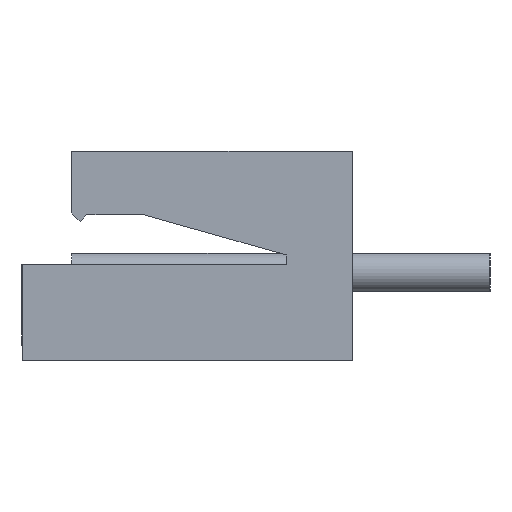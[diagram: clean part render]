
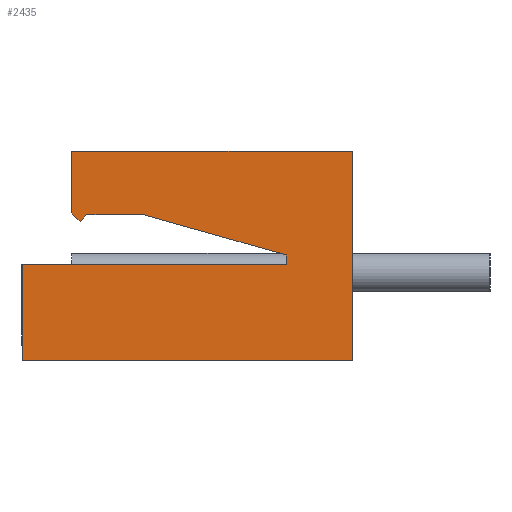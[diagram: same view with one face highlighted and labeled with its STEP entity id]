
A CAD part, left-side view. The second image highlights one B-rep face of the part: STEP entity #2435.
In plain terms, the highlighted planar face has unit normal (-1, 0, 0).
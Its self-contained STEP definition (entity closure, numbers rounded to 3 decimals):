
#1113 = CARTESIAN_POINT ( 'NONE',  ( 0., 5.1, 2.681 ) ) ;
#1219 = DIRECTION ( 'NONE',  ( 0., 0., -1. ) ) ;
#1220 = VECTOR ( 'NONE', #1219, 1000. ) ;
#1221 = CARTESIAN_POINT ( 'NONE',  ( 0., 5.1, 3.8 ) ) ;
#1222 = LINE ( 'NONE', #1221, #1220 ) ;
#1231 = CARTESIAN_POINT ( 'NONE',  ( 0., 4.821, 2.651 ) ) ;
#1232 = DIRECTION ( 'NONE',  ( 0., 1., 0. ) ) ;
#1233 = VECTOR ( 'NONE', #1232, 1000. ) ;
#1234 = CARTESIAN_POINT ( 'NONE',  ( 0., 0., 2.651 ) ) ;
#1235 = LINE ( 'NONE', #1234, #1233 ) ;
#1236 = CARTESIAN_POINT ( 'NONE',  ( 0., 5.1, 3.8 ) ) ;
#1257 = DIRECTION ( 'NONE',  ( 0., 0., 1. ) ) ;
#1258 = VECTOR ( 'NONE', #1257, 1000. ) ;
#1259 = CARTESIAN_POINT ( 'NONE',  ( 0., 1.2, 3.8 ) ) ;
#1260 = LINE ( 'NONE', #1259, #1258 ) ;
#1262 = DIRECTION ( 'NONE',  ( 0., -1., 0. ) ) ;
#1263 = VECTOR ( 'NONE', #1262, 1000. ) ;
#1264 = CARTESIAN_POINT ( 'NONE',  ( 0., 0., 3.8 ) ) ;
#1265 = LINE ( 'NONE', #1264, #1263 ) ;
#1266 = CARTESIAN_POINT ( 'NONE',  ( 0., 0., 3.8 ) ) ;
#1267 = DIRECTION ( 'NONE',  ( 0., 0., -1. ) ) ;
#1268 = VECTOR ( 'NONE', #1267, 1000. ) ;
#1269 = CARTESIAN_POINT ( 'NONE',  ( 0., 0., 3.8 ) ) ;
#1270 = LINE ( 'NONE', #1269, #1268 ) ;
#1359 = DIRECTION ( 'NONE',  ( 0., 1., 0. ) ) ;
#1360 = VECTOR ( 'NONE', #1359, 1000. ) ;
#1361 = CARTESIAN_POINT ( 'NONE',  ( 0., 6., 1.75 ) ) ;
#1362 = LINE ( 'NONE', #1361, #1360 ) ;
#1370 = CARTESIAN_POINT ( 'NONE',  ( 0., 3.795, 2.651 ) ) ;
#1423 = CARTESIAN_POINT ( 'NONE',  ( 0., 1.2, 1.75 ) ) ;
#1440 = CARTESIAN_POINT ( 'NONE',  ( 0., 6., 1.75 ) ) ;
#1458 = CARTESIAN_POINT ( 'NONE',  ( 0., 0., 0. ) ) ;
#1459 = DIRECTION ( 'NONE',  ( 0., -1., 0. ) ) ;
#1460 = VECTOR ( 'NONE', #1459, 1000. ) ;
#1461 = CARTESIAN_POINT ( 'NONE',  ( 0., 0., 0. ) ) ;
#1462 = LINE ( 'NONE', #1461, #1460 ) ;
#1463 = DIRECTION ( 'NONE',  ( 0., 0.962, 0.272 ) ) ;
#1464 = VECTOR ( 'NONE', #1463, 1000. ) ;
#1465 = CARTESIAN_POINT ( 'NONE',  ( 0., 0.58, 1.744 ) ) ;
#1466 = LINE ( 'NONE', #1465, #1464 ) ;
#1508 = DIRECTION ( 'NONE',  ( 0., 0.707, 0.707 ) ) ;
#1509 = VECTOR ( 'NONE', #1508, 1000. ) ;
#1510 = CARTESIAN_POINT ( 'NONE',  ( 0., 3.109, 0.691 ) ) ;
#1511 = LINE ( 'NONE', #1510, #1509 ) ;
#1558 = CARTESIAN_POINT ( 'NONE',  ( 0., 6., 0. ) ) ;
#1569 = DIRECTION ( 'NONE',  ( 0., 0.707, -0.707 ) ) ;
#1570 = VECTOR ( 'NONE', #1569, 1000. ) ;
#1571 = CARTESIAN_POINT ( 'NONE',  ( 0., 1.836, 5.636 ) ) ;
#1572 = LINE ( 'NONE', #1571, #1570 ) ;
#1615 = CARTESIAN_POINT ( 'NONE',  ( 0., 4.945, 2.526 ) ) ;
#1722 = DIRECTION ( 'NONE',  ( 0., 0., -1. ) ) ;
#1723 = VECTOR ( 'NONE', #1722, 1000. ) ;
#1724 = CARTESIAN_POINT ( 'NONE',  ( 0., 6., 3.8 ) ) ;
#1725 = LINE ( 'NONE', #1724, #1723 ) ;
#1799 = EDGE_LOOP ( 'NONE', ( #2289, #2341, #2325, #2284, #2254, #2257, #2363, #2362, #2395, #2499, #2358 ) ) ;
#1829 = PLANE ( 'NONE',  #1884 ) ;
#1844 = FACE_OUTER_BOUND ( 'NONE', #1799, .T. ) ;
#1881 = DIRECTION ( 'NONE',  ( 0., 0., -1. ) ) ;
#1882 = DIRECTION ( 'NONE',  ( 1., 0., 0. ) ) ;
#1883 = CARTESIAN_POINT ( 'NONE',  ( 0., 0., 3.8 ) ) ;
#1884 = AXIS2_PLACEMENT_3D ( 'NONE', #1883, #1882, #1881 ) ;
#1960 = CARTESIAN_POINT ( 'NONE',  ( 0., 1.2, 1.918 ) ) ;
#2106 = VERTEX_POINT ( 'NONE', #1113 ) ;
#2149 = VERTEX_POINT ( 'NONE', #1236 ) ;
#2204 = EDGE_CURVE ( 'NONE', #2251, #2205, #1235, .T. ) ;
#2205 = VERTEX_POINT ( 'NONE', #1231 ) ;
#2209 = EDGE_CURVE ( 'NONE', #2149, #2106, #1222, .T. ) ;
#2218 = VERTEX_POINT ( 'NONE', #1423 ) ;
#2243 = EDGE_CURVE ( 'NONE', #2218, #2269, #1362, .T. ) ;
#2251 = VERTEX_POINT ( 'NONE', #1370 ) ;
#2254 = ORIENTED_EDGE ( 'NONE', *, *, #2255, .F. ) ;
#2255 = EDGE_CURVE ( 'NONE', #2256, #2286, #1270, .T. ) ;
#2256 = VERTEX_POINT ( 'NONE', #1266 ) ;
#2257 = ORIENTED_EDGE ( 'NONE', *, *, #2258, .F. ) ;
#2258 = EDGE_CURVE ( 'NONE', #2149, #2256, #1265, .T. ) ;
#2259 = EDGE_CURVE ( 'NONE', #2218, #2470, #1260, .T. ) ;
#2269 = VERTEX_POINT ( 'NONE', #1440 ) ;
#2282 = EDGE_CURVE ( 'NONE', #2470, #2251, #1466, .T. ) ;
#2284 = ORIENTED_EDGE ( 'NONE', *, *, #2285, .T. ) ;
#2285 = EDGE_CURVE ( 'NONE', #2326, #2286, #1462, .T. ) ;
#2286 = VERTEX_POINT ( 'NONE', #1458 ) ;
#2289 = ORIENTED_EDGE ( 'NONE', *, *, #2259, .F. ) ;
#2315 = EDGE_CURVE ( 'NONE', #2356, #2106, #1511, .T. ) ;
#2325 = ORIENTED_EDGE ( 'NONE', *, *, #2412, .T. ) ;
#2326 = VERTEX_POINT ( 'NONE', #1558 ) ;
#2341 = ORIENTED_EDGE ( 'NONE', *, *, #2243, .T. ) ;
#2343 = EDGE_CURVE ( 'NONE', #2205, #2356, #1572, .T. ) ;
#2356 = VERTEX_POINT ( 'NONE', #1615 ) ;
#2358 = ORIENTED_EDGE ( 'NONE', *, *, #2282, .F. ) ;
#2362 = ORIENTED_EDGE ( 'NONE', *, *, #2315, .F. ) ;
#2363 = ORIENTED_EDGE ( 'NONE', *, *, #2209, .T. ) ;
#2395 = ORIENTED_EDGE ( 'NONE', *, *, #2343, .F. ) ;
#2412 = EDGE_CURVE ( 'NONE', #2269, #2326, #1725, .T. ) ;
#2435 = ADVANCED_FACE ( 'NONE', ( #1844 ), #1829, .F. ) ;
#2470 = VERTEX_POINT ( 'NONE', #1960 ) ;
#2499 = ORIENTED_EDGE ( 'NONE', *, *, #2204, .F. ) ;
